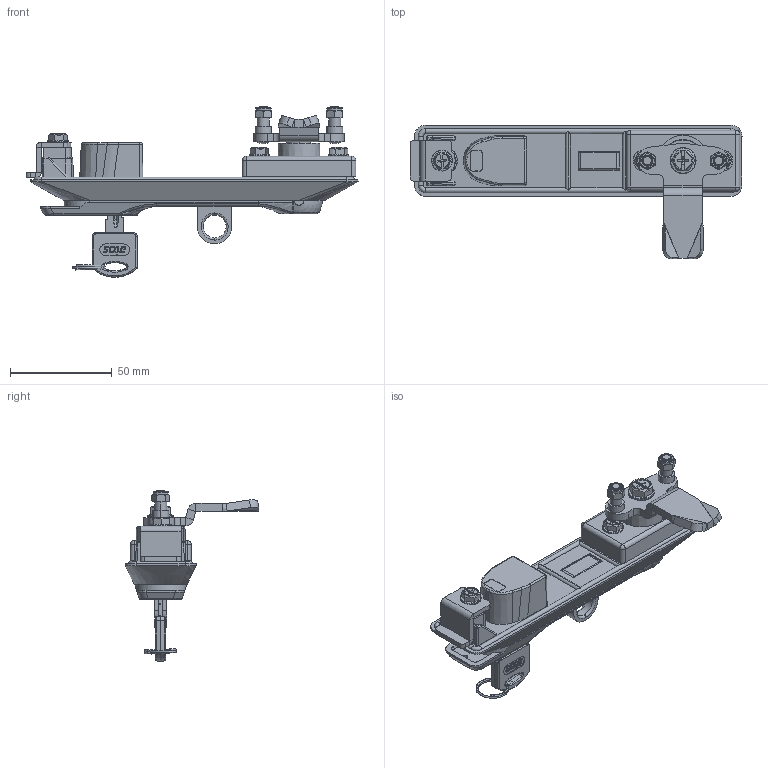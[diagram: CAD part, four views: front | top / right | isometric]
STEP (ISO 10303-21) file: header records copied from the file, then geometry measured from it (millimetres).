
FILE_DESCRIPTION (( 'STEP AP203' ), '1' );
FILE_NAME ('KI55.2.01.14.STEP', '2022-04-28T13:00:05', ( '' ), ( '' ), 'SwSTEP 2.0', 'SolidWorks 2021', '' );
FILE_SCHEMA (( 'CONFIG_CONTROL_DESIGN' ));
Length unit declared in the file: millimetre
Products named in the file (1): KI55.2.01.14
Bounding box: 163.2 x 65.78 x 83.85 mm (x, y, z)
Surface area: 38140.2 mm2 (no closed solid volume)
Topology: 0 solids, 57 shells, 845 faces, 2612 edges, 1796 vertices
Faces by surface type: plane 360, bspline 146, cylinder 145, torus 98, cone 77, sphere 19
Entity records: 38759 total; most frequent: CARTESIAN_POINT 17411, ORIENTED_EDGE 4357, DIRECTION 3925, EDGE_CURVE 2609, VERTEX_POINT 1795, AXIS2_PLACEMENT_3D 1382, LINE 1161, VECTOR 1161
